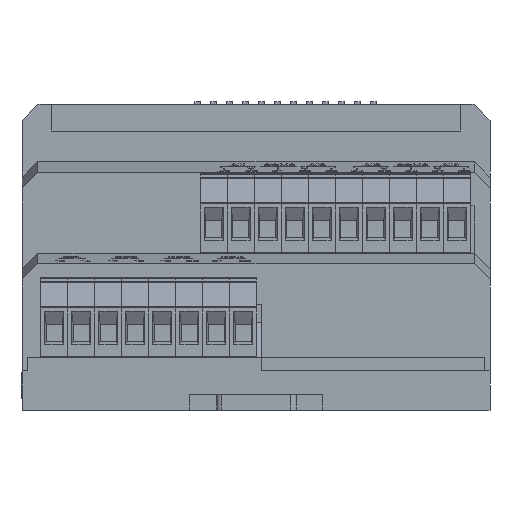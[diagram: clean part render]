
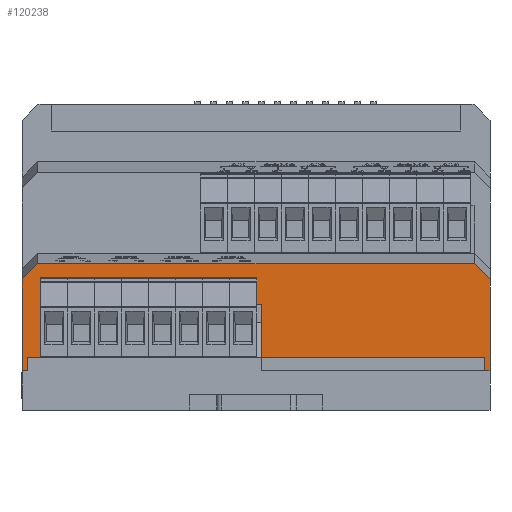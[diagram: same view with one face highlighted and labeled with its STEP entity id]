
A CAD part, front view. The second image highlights one B-rep face of the part: STEP entity #120238.
In plain terms, the highlighted planar face has unit normal (0, -1, 0).
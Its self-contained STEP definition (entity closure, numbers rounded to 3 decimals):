
#2958 = ORIENTED_EDGE ( 'NONE', *, *, #111168, .F. ) ;
#3557 = EDGE_CURVE ( 'NONE', #167866, #25912, #108094, .T. ) ;
#4310 = ORIENTED_EDGE ( 'NONE', *, *, #109874, .F. ) ;
#6054 = VERTEX_POINT ( 'NONE', #53466 ) ;
#7947 = EDGE_CURVE ( 'NONE', #74515, #44851, #46379, .T. ) ;
#9679 = VECTOR ( 'NONE', #42954, 1000. ) ;
#12235 = VERTEX_POINT ( 'NONE', #181792 ) ;
#18045 = CARTESIAN_POINT ( 'NONE',  ( 45., 0., 12.5 ) ) ;
#19577 = DIRECTION ( 'NONE',  ( -1., 0., 0. ) ) ;
#20035 = LINE ( 'NONE', #180384, #41460 ) ;
#20291 = ORIENTED_EDGE ( 'NONE', *, *, #7947, .T. ) ;
#22377 = ORIENTED_EDGE ( 'NONE', *, *, #41914, .F. ) ;
#24052 = ORIENTED_EDGE ( 'NONE', *, *, #41350, .T. ) ;
#24250 = ORIENTED_EDGE ( 'NONE', *, *, #177186, .F. ) ;
#25912 = VERTEX_POINT ( 'NONE', #192014 ) ;
#27335 = CARTESIAN_POINT ( 'NONE',  ( 85., 0., 20.147 ) ) ;
#29186 = VERTEX_POINT ( 'NONE', #200453 ) ;
#30409 = VECTOR ( 'NONE', #192930, 1000. ) ;
#30599 = CARTESIAN_POINT ( 'NONE',  ( 6.5, 0., 11.5 ) ) ;
#34701 = VECTOR ( 'NONE', #223362, 1000. ) ;
#37241 = DIRECTION ( 'NONE',  ( 0., 0., -1. ) ) ;
#39393 = CARTESIAN_POINT ( 'NONE',  ( 88., 0., 20.147 ) ) ;
#40823 = DIRECTION ( 'NONE',  ( 0., 0., 1. ) ) ;
#41350 = EDGE_CURVE ( 'NONE', #44851, #6054, #74164, .T. ) ;
#41460 = VECTOR ( 'NONE', #61426, 1000. ) ;
#41914 = EDGE_CURVE ( 'NONE', #67997, #12235, #165083, .T. ) ;
#42954 = DIRECTION ( 'NONE',  ( 0., 0., -1. ) ) ;
#44851 = VERTEX_POINT ( 'NONE', #27335 ) ;
#46379 = LINE ( 'NONE', #117883, #92160 ) ;
#50792 = DIRECTION ( 'NONE',  ( -0.702, 0., 0.712 ) ) ;
#50955 = LINE ( 'NONE', #84852, #34701 ) ;
#52422 = CARTESIAN_POINT ( 'NONE',  ( 45., 0., 12.5 ) ) ;
#53466 = CARTESIAN_POINT ( 'NONE',  ( 3., 0., 20.147 ) ) ;
#58877 = DIRECTION ( 'NONE',  ( 0., 1., 0. ) ) ;
#61426 = DIRECTION ( 'NONE',  ( 0., 0., -1. ) ) ;
#62754 = EDGE_CURVE ( 'NONE', #72371, #167866, #153854, .T. ) ;
#63362 = CARTESIAN_POINT ( 'NONE',  ( 1., 0., 2.5 ) ) ;
#65569 = EDGE_CURVE ( 'NONE', #12235, #101363, #77342, .T. ) ;
#66405 = LINE ( 'NONE', #181485, #9679 ) ;
#67997 = VERTEX_POINT ( 'NONE', #217786 ) ;
#69745 = ORIENTED_EDGE ( 'NONE', *, *, #79940, .F. ) ;
#71588 = CARTESIAN_POINT ( 'NONE',  ( 45., 0., 12.5 ) ) ;
#72371 = VERTEX_POINT ( 'NONE', #81168 ) ;
#73633 = ORIENTED_EDGE ( 'NONE', *, *, #163967, .T. ) ;
#74164 = LINE ( 'NONE', #39393, #119999 ) ;
#74515 = VERTEX_POINT ( 'NONE', #218071 ) ;
#75140 = LINE ( 'NONE', #71588, #150518 ) ;
#76264 = VECTOR ( 'NONE', #194173, 1000. ) ;
#77342 = LINE ( 'NONE', #52422, #163577 ) ;
#78501 = EDGE_LOOP ( 'NONE', ( #69745, #24250, #4310, #172175, #110486, #183590, #2958, #155792, #22377, #202647, #20291, #24052, #175924, #73633 ) ) ;
#79940 = EDGE_CURVE ( 'NONE', #29186, #81687, #166624, .T. ) ;
#81168 = CARTESIAN_POINT ( 'NONE',  ( 6.5, 0., 12.5 ) ) ;
#81687 = VERTEX_POINT ( 'NONE', #120739 ) ;
#84852 = CARTESIAN_POINT ( 'NONE',  ( 1., 0., 0. ) ) ;
#88296 = CARTESIAN_POINT ( 'NONE',  ( 88., 0., 0. ) ) ;
#92160 = VECTOR ( 'NONE', #50792, 1000. ) ;
#92182 = LINE ( 'NONE', #159971, #210752 ) ;
#93521 = AXIS2_PLACEMENT_3D ( 'NONE', #162777, #58877, #40823 ) ;
#94663 = VECTOR ( 'NONE', #151142, 1000. ) ;
#97463 = LINE ( 'NONE', #111910, #170303 ) ;
#101363 = VERTEX_POINT ( 'NONE', #18045 ) ;
#104487 = FACE_OUTER_BOUND ( 'NONE', #78501, .T. ) ;
#107921 = VERTEX_POINT ( 'NONE', #121700 ) ;
#108094 = LINE ( 'NONE', #30599, #94663 ) ;
#109874 = EDGE_CURVE ( 'NONE', #119502, #127367, #173272, .T. ) ;
#110486 = ORIENTED_EDGE ( 'NONE', *, *, #3557, .F. ) ;
#111050 = CARTESIAN_POINT ( 'NONE',  ( 6.5, 0., 11.5 ) ) ;
#111168 = EDGE_CURVE ( 'NONE', #101363, #72371, #75140, .T. ) ;
#111910 = CARTESIAN_POINT ( 'NONE',  ( 3.956, 0., 21.118 ) ) ;
#113485 = VECTOR ( 'NONE', #203448, 1000. ) ;
#116536 = CARTESIAN_POINT ( 'NONE',  ( 88., 0., 0. ) ) ;
#117883 = CARTESIAN_POINT ( 'NONE',  ( 88.258, 0., 16.839 ) ) ;
#119502 = VERTEX_POINT ( 'NONE', #171385 ) ;
#119999 = VECTOR ( 'NONE', #122354, 1000. ) ;
#120238 = ADVANCED_FACE ( 'NONE', ( #104487 ), #144023, .F. ) ;
#120739 = CARTESIAN_POINT ( 'NONE',  ( 0., 0., 0. ) ) ;
#121700 = CARTESIAN_POINT ( 'NONE',  ( 0., 0., 17.101 ) ) ;
#122354 = DIRECTION ( 'NONE',  ( -1., 0., 0. ) ) ;
#123472 = VECTOR ( 'NONE', #186441, 1000. ) ;
#127367 = VERTEX_POINT ( 'NONE', #63362 ) ;
#128381 = EDGE_CURVE ( 'NONE', #25912, #119502, #20035, .T. ) ;
#129437 = EDGE_CURVE ( 'NONE', #6054, #107921, #97463, .T. ) ;
#144023 = PLANE ( 'NONE',  #93521 ) ;
#150518 = VECTOR ( 'NONE', #19577, 1000. ) ;
#151142 = DIRECTION ( 'NONE',  ( -1., 0., 0. ) ) ;
#153854 = LINE ( 'NONE', #186136, #113485 ) ;
#155792 = ORIENTED_EDGE ( 'NONE', *, *, #65569, .F. ) ;
#159971 = CARTESIAN_POINT ( 'NONE',  ( 88., 0., 20.147 ) ) ;
#162777 = CARTESIAN_POINT ( 'NONE',  ( 88., 0., 20.147 ) ) ;
#163577 = VECTOR ( 'NONE', #206713, 1000. ) ;
#163967 = EDGE_CURVE ( 'NONE', #107921, #81687, #66405, .T. ) ;
#165083 = LINE ( 'NONE', #88296, #30409 ) ;
#166624 = LINE ( 'NONE', #116536, #123472 ) ;
#167866 = VERTEX_POINT ( 'NONE', #111050 ) ;
#169288 = EDGE_CURVE ( 'NONE', #74515, #67997, #92182, .T. ) ;
#170303 = VECTOR ( 'NONE', #199191, 1000. ) ;
#171385 = CARTESIAN_POINT ( 'NONE',  ( 3.5, 0., 2.5 ) ) ;
#172175 = ORIENTED_EDGE ( 'NONE', *, *, #128381, .F. ) ;
#173272 = LINE ( 'NONE', #208504, #76264 ) ;
#175924 = ORIENTED_EDGE ( 'NONE', *, *, #129437, .T. ) ;
#177186 = EDGE_CURVE ( 'NONE', #127367, #29186, #50955, .T. ) ;
#180384 = CARTESIAN_POINT ( 'NONE',  ( 3.5, 0., 11.5 ) ) ;
#181485 = CARTESIAN_POINT ( 'NONE',  ( 0., 0., 20.147 ) ) ;
#181792 = CARTESIAN_POINT ( 'NONE',  ( 45., 0., 0. ) ) ;
#183590 = ORIENTED_EDGE ( 'NONE', *, *, #62754, .F. ) ;
#186136 = CARTESIAN_POINT ( 'NONE',  ( 6.5, 0., 12.5 ) ) ;
#186441 = DIRECTION ( 'NONE',  ( -1., 0., 0. ) ) ;
#192014 = CARTESIAN_POINT ( 'NONE',  ( 3.5, 0., 11.5 ) ) ;
#192930 = DIRECTION ( 'NONE',  ( -1., 0., 0. ) ) ;
#194173 = DIRECTION ( 'NONE',  ( -1., 0., 0. ) ) ;
#199191 = DIRECTION ( 'NONE',  ( -0.702, 0., -0.712 ) ) ;
#200453 = CARTESIAN_POINT ( 'NONE',  ( 1., 0., 0. ) ) ;
#202647 = ORIENTED_EDGE ( 'NONE', *, *, #169288, .F. ) ;
#203448 = DIRECTION ( 'NONE',  ( 0., 0., -1. ) ) ;
#206713 = DIRECTION ( 'NONE',  ( 0., 0., 1. ) ) ;
#208504 = CARTESIAN_POINT ( 'NONE',  ( 3.5, 0., 2.5 ) ) ;
#210752 = VECTOR ( 'NONE', #37241, 1000. ) ;
#217786 = CARTESIAN_POINT ( 'NONE',  ( 88., 0., 0. ) ) ;
#218071 = CARTESIAN_POINT ( 'NONE',  ( 88., 0., 17.101 ) ) ;
#223362 = DIRECTION ( 'NONE',  ( 0., 0., -1. ) ) ;
